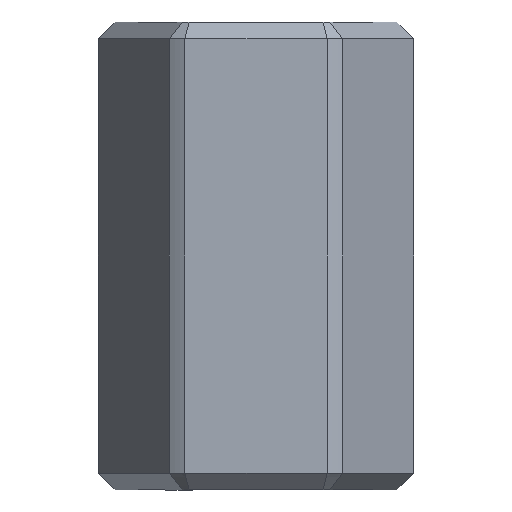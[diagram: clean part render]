
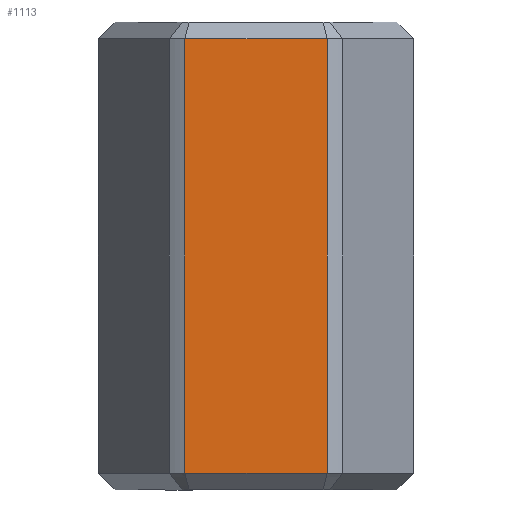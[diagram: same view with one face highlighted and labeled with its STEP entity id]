
A CAD part, left-side view. The second image highlights one B-rep face of the part: STEP entity #1113.
In plain terms, the highlighted planar face has unit normal (-1, 0, 0).
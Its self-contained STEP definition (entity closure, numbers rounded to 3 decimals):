
#569 = EDGE_CURVE('',#570,#572,#574,.T.);
#570 = VERTEX_POINT('',#571);
#571 = CARTESIAN_POINT('',(-2.5,1.261,8.));
#572 = VERTEX_POINT('',#573);
#573 = CARTESIAN_POINT('',(-2.5,1.261,0.3));
#574 = LINE('',#575,#576);
#575 = CARTESIAN_POINT('',(-2.5,1.261,8.3));
#576 = VECTOR('',#577,1.);
#577 = DIRECTION('',(0.,0.,-1.));
#659 = VERTEX_POINT('',#660);
#660 = CARTESIAN_POINT('',(-2.5,-1.261,8.));
#667 = EDGE_CURVE('',#570,#659,#668,.T.);
#668 = LINE('',#669,#670);
#669 = CARTESIAN_POINT('',(-2.5,1.261,8.));
#670 = VECTOR('',#671,1.);
#671 = DIRECTION('',(0.,-1.,0.));
#888 = VERTEX_POINT('',#889);
#889 = CARTESIAN_POINT('',(-2.5,-1.261,0.3));
#898 = EDGE_CURVE('',#888,#572,#899,.T.);
#899 = LINE('',#900,#901);
#900 = CARTESIAN_POINT('',(-2.5,-1.261,0.3));
#901 = VECTOR('',#902,1.);
#902 = DIRECTION('',(0.,1.,0.));
#1113 = ADVANCED_FACE('',(#1114),#1125,.T.);
#1114 = FACE_BOUND('',#1115,.T.);
#1115 = EDGE_LOOP('',(#1116,#1122,#1123,#1124));
#1116 = ORIENTED_EDGE('',*,*,#1117,.F.);
#1117 = EDGE_CURVE('',#659,#888,#1118,.T.);
#1118 = LINE('',#1119,#1120);
#1119 = CARTESIAN_POINT('',(-2.5,-1.261,8.3));
#1120 = VECTOR('',#1121,1.);
#1121 = DIRECTION('',(0.,0.,-1.));
#1122 = ORIENTED_EDGE('',*,*,#667,.F.);
#1123 = ORIENTED_EDGE('',*,*,#569,.T.);
#1124 = ORIENTED_EDGE('',*,*,#898,.F.);
#1125 = PLANE('',#1126);
#1126 = AXIS2_PLACEMENT_3D('',#1127,#1128,#1129);
#1127 = CARTESIAN_POINT('',(-2.5,1.443,16.562));
#1128 = DIRECTION('',(-1.,0.,0.));
#1129 = DIRECTION('',(0.,-1.,0.));
